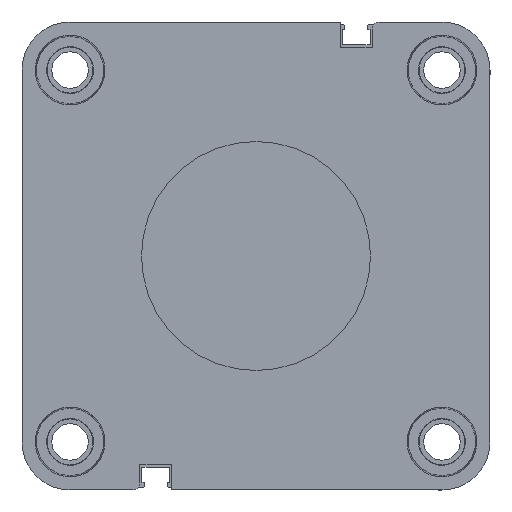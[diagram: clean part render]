
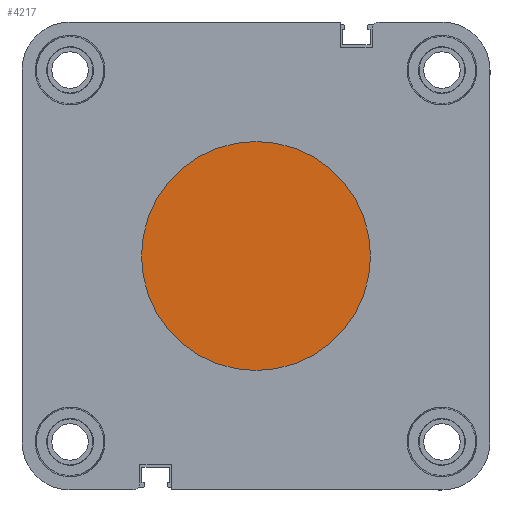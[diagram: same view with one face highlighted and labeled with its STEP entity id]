
A CAD part, left-side view. The second image highlights one B-rep face of the part: STEP entity #4217.
In plain terms, the highlighted planar face has unit normal (-1, 0, 0).
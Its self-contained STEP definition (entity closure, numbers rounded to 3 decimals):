
#567 = DIRECTION ( 'NONE',  ( 0., 0., 1. ) ) ;
#1953 = AXIS2_PLACEMENT_3D ( 'NONE', #12251, #6394, #567 ) ;
#2105 = CARTESIAN_POINT ( 'NONE',  ( 0., 0., -27.4 ) ) ;
#2365 = CARTESIAN_POINT ( 'NONE',  ( 0., 0., 0. ) ) ;
#2420 = DIRECTION ( 'NONE',  ( 0., 0., 1. ) ) ;
#2772 = AXIS2_PLACEMENT_3D ( 'NONE', #12273, #5326, #3058 ) ;
#3058 = DIRECTION ( 'NONE',  ( 0., 0., 1. ) ) ;
#4217 = ADVANCED_FACE ( 'NONE', ( #9701 ), #5880, .T. ) ;
#4479 = EDGE_CURVE ( 'NONE', #14214, #9807, #14782, .T. ) ;
#4757 = DIRECTION ( 'NONE',  ( -1., 0., 0. ) ) ;
#5326 = DIRECTION ( 'NONE',  ( -1., 0., 0. ) ) ;
#5880 = PLANE ( 'NONE',  #8539 ) ;
#5938 = EDGE_CURVE ( 'NONE', #9807, #14214, #6296, .T. ) ;
#6296 = CIRCLE ( 'NONE', #2772, 27.4 ) ;
#6394 = DIRECTION ( 'NONE',  ( -1., 0., 0. ) ) ;
#6541 = ORIENTED_EDGE ( 'NONE', *, *, #4479, .T. ) ;
#7383 = EDGE_LOOP ( 'NONE', ( #12097, #6541 ) ) ;
#8539 = AXIS2_PLACEMENT_3D ( 'NONE', #2365, #4757, #2420 ) ;
#9701 = FACE_OUTER_BOUND ( 'NONE', #7383, .T. ) ;
#9807 = VERTEX_POINT ( 'NONE', #13875 ) ;
#12097 = ORIENTED_EDGE ( 'NONE', *, *, #5938, .T. ) ;
#12251 = CARTESIAN_POINT ( 'NONE',  ( 0., 0., 0. ) ) ;
#12273 = CARTESIAN_POINT ( 'NONE',  ( 0., 0., 0. ) ) ;
#13875 = CARTESIAN_POINT ( 'NONE',  ( 0., 0., 27.4 ) ) ;
#14214 = VERTEX_POINT ( 'NONE', #2105 ) ;
#14782 = CIRCLE ( 'NONE', #1953, 27.4 ) ;
